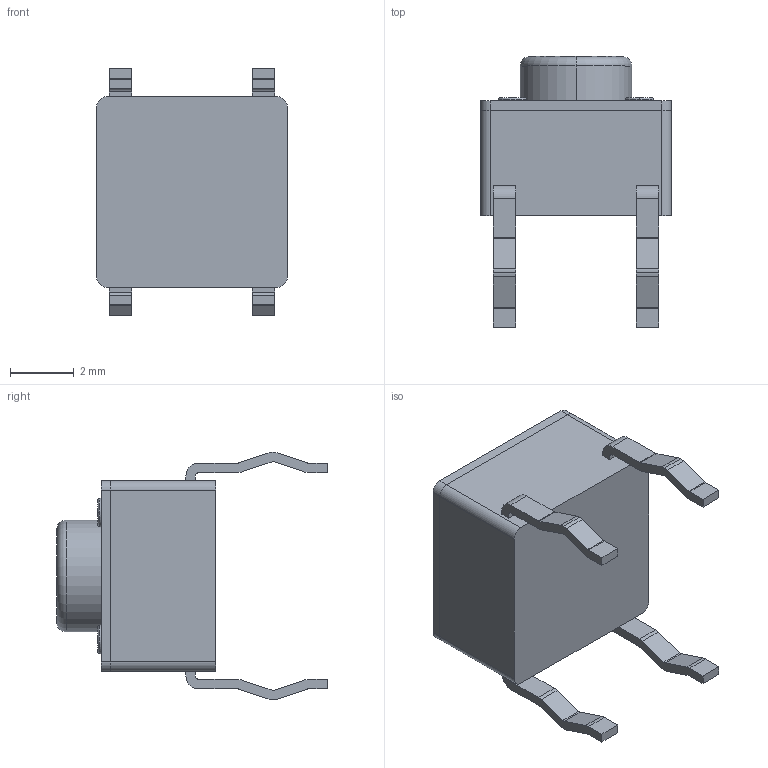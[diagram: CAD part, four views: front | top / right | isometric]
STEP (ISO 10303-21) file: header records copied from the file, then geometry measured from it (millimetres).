
FILE_DESCRIPTION (( 'STEP AP214' ), '1' );
FILE_NAME ('1825910-6.STEP', '2020-04-24T08:51:23', ( '' ), ( '' ), 'SwSTEP 2.0', 'SolidWorks 2017', '' );
FILE_SCHEMA (( 'AUTOMOTIVE_DESIGN' ));
Length unit declared in the file: millimetre
Products named in the file (1): 1825910-6
Bounding box: 5.99 x 8.52 x 7.8 mm (x, y, z)
Volume: 146.8 mm3; surface area: 306.9 mm2
Topology: 11 solids, 11 shells, 142 faces, 350 edges, 230 vertices
Faces by surface type: plane 78, cylinder 54, torus 10
Entity records: 4346 total; most frequent: DIRECTION 764, CARTESIAN_POINT 723, ORIENTED_EDGE 700, EDGE_CURVE 350, AXIS2_PLACEMENT_3D 271, VERTEX_POINT 230, LINE 222, VECTOR 222
